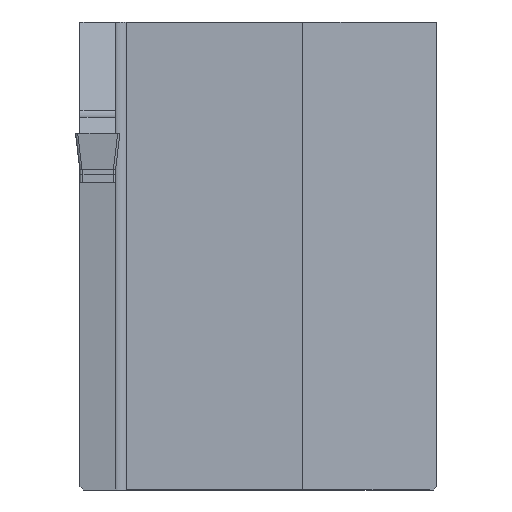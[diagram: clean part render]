
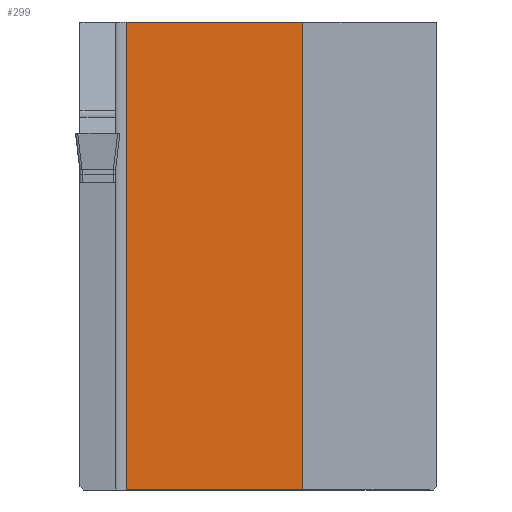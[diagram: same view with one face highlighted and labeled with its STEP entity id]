
A CAD part, left-side view. The second image highlights one B-rep face of the part: STEP entity #299.
In plain terms, the highlighted planar face has unit normal (-1, 0, 0).
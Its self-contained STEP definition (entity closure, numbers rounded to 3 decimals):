
#299=ADVANCED_FACE('',(#418),#364,.T.);
#364=PLANE('',#1434);
#418=FACE_OUTER_BOUND('',#483,.T.);
#483=EDGE_LOOP('',(#605,#606,#607,#608));
#605=ORIENTED_EDGE('',*,*,#987,.F.);
#606=ORIENTED_EDGE('',*,*,#1027,.T.);
#607=ORIENTED_EDGE('',*,*,#1028,.T.);
#608=ORIENTED_EDGE('',*,*,#1029,.T.);
#885=VERTEX_POINT('',#1842);
#886=VERTEX_POINT('',#1844);
#919=VERTEX_POINT('',#1925);
#920=VERTEX_POINT('',#1927);
#987=EDGE_CURVE('',#885,#886,#1149,.T.);
#1027=EDGE_CURVE('',#885,#919,#1185,.T.);
#1028=EDGE_CURVE('',#919,#920,#1186,.T.);
#1029=EDGE_CURVE('',#920,#886,#1187,.T.);
#1149=LINE('',#1843,#1286);
#1185=LINE('',#1924,#1322);
#1186=LINE('',#1926,#1323);
#1187=LINE('',#1928,#1324);
#1286=VECTOR('',#1519,1.);
#1322=VECTOR('',#1579,1.);
#1323=VECTOR('',#1580,1.);
#1324=VECTOR('',#1581,1.);
#1434=AXIS2_PLACEMENT_3D('',#1929,#1582,#1583);
#1519=DIRECTION('',(0.,-1.,0.));
#1579=DIRECTION('',(0.,0.,-1.));
#1580=DIRECTION('',(0.,-1.,0.));
#1581=DIRECTION('',(0.,0.,1.));
#1582=DIRECTION('',(-1.,0.,0.));
#1583=DIRECTION('',(0.,0.,1.));
#1842=CARTESIAN_POINT('',(26.,-4.193,10.));
#1843=CARTESIAN_POINT('',(26.,-33.193,10.));
#1844=CARTESIAN_POINT('',(26.,-20.,10.));
#1924=CARTESIAN_POINT('',(26.,-4.193,10.));
#1925=CARTESIAN_POINT('',(26.,-4.193,-32.));
#1926=CARTESIAN_POINT('',(26.,-33.193,-32.));
#1927=CARTESIAN_POINT('',(26.,-20.,-32.));
#1928=CARTESIAN_POINT('',(26.,-20.,-60.));
#1929=CARTESIAN_POINT('',(26.,-33.193,10.));
